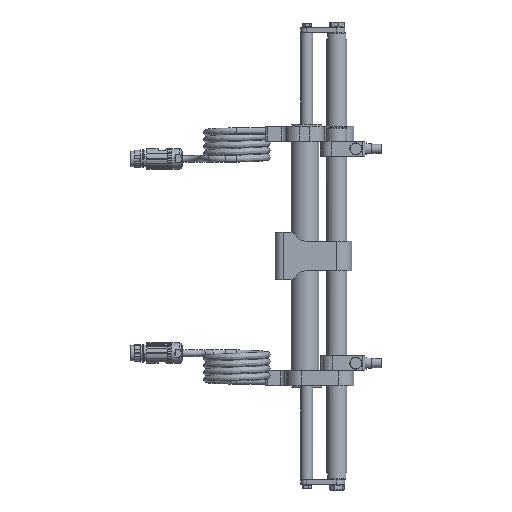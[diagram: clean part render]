
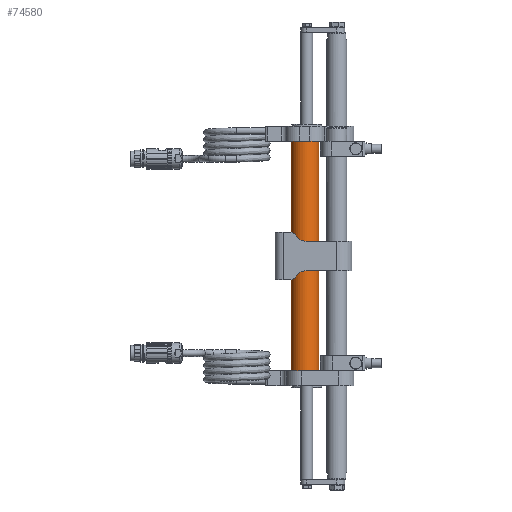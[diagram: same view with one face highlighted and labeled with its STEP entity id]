
A CAD part, left-side view. The second image highlights one B-rep face of the part: STEP entity #74580.
In plain terms, the highlighted cylindrical face has radius 14 mm (diameter 28 mm), a full revolution.
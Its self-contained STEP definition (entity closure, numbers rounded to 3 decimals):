
#555 = DIRECTION ( 'NONE',  ( -1., 0., 0. ) ) ;
#6960 = EDGE_CURVE ( 'NONE', #54310, #54310, #73417, .T. ) ;
#10649 = CYLINDRICAL_SURFACE ( 'NONE', #21323, 14. ) ;
#12075 = CARTESIAN_POINT ( 'NONE',  ( 12., 0., 14. ) ) ;
#15800 = EDGE_CURVE ( 'NONE', #51986, #51986, #53369, .T. ) ;
#19755 = DIRECTION ( 'NONE',  ( -1., 0., 0. ) ) ;
#20609 = AXIS2_PLACEMENT_3D ( 'NONE', #38386, #19755, #42903 ) ;
#21323 = AXIS2_PLACEMENT_3D ( 'NONE', #56947, #28097, #53136 ) ;
#28097 = DIRECTION ( 'NONE',  ( -1., 0., 0. ) ) ;
#29116 = ORIENTED_EDGE ( 'NONE', *, *, #15800, .F. ) ;
#30867 = EDGE_LOOP ( 'NONE', ( #35071 ) ) ;
#34632 = DIRECTION ( 'NONE',  ( 0., 0., 1. ) ) ;
#35071 = ORIENTED_EDGE ( 'NONE', *, *, #6960, .T. ) ;
#38307 = EDGE_LOOP ( 'NONE', ( #29116 ) ) ;
#38386 = CARTESIAN_POINT ( 'NONE',  ( 12., 0., 0. ) ) ;
#42903 = DIRECTION ( 'NONE',  ( 0., 0., 1. ) ) ;
#47486 = CARTESIAN_POINT ( 'NONE',  ( 248., 0., 14. ) ) ;
#51986 = VERTEX_POINT ( 'NONE', #12075 ) ;
#52535 = CARTESIAN_POINT ( 'NONE',  ( 248., 0., 0. ) ) ;
#53136 = DIRECTION ( 'NONE',  ( 0., 0., 1. ) ) ;
#53369 = CIRCLE ( 'NONE', #20609, 14. ) ;
#54310 = VERTEX_POINT ( 'NONE', #47486 ) ;
#56947 = CARTESIAN_POINT ( 'NONE',  ( 0., 0., 0. ) ) ;
#62595 = FACE_OUTER_BOUND ( 'NONE', #38307, .T. ) ;
#68297 = FACE_OUTER_BOUND ( 'NONE', #30867, .T. ) ;
#69847 = AXIS2_PLACEMENT_3D ( 'NONE', #52535, #555, #34632 ) ;
#73417 = CIRCLE ( 'NONE', #69847, 14. ) ;
#74580 = ADVANCED_FACE ( 'NONE', ( #68297, #62595 ), #10649, .T. ) ;
